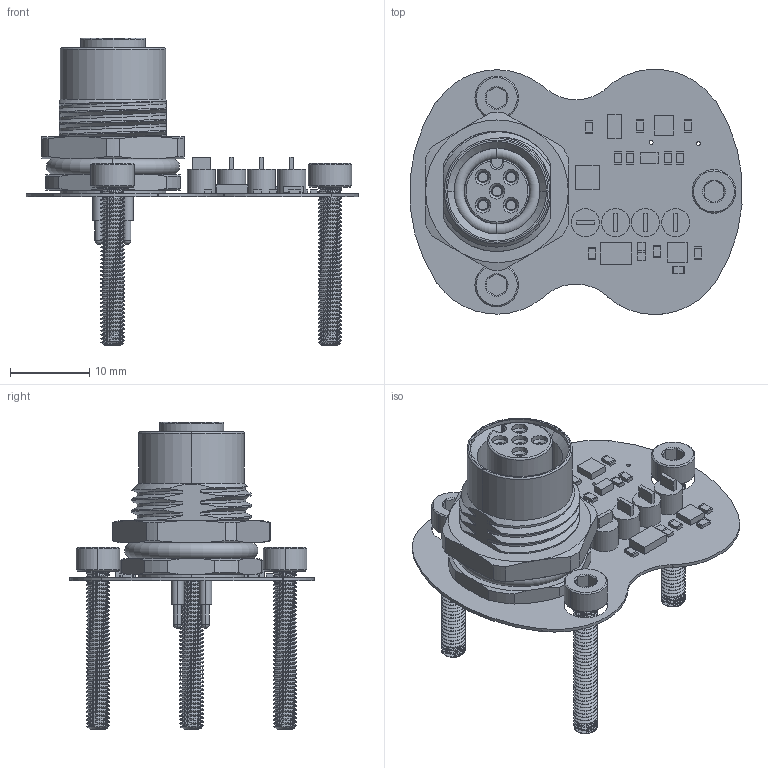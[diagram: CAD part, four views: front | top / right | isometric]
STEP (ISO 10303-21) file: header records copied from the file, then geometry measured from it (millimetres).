
FILE_DESCRIPTION(('Open CASCADE Model'),'2;1');
FILE_NAME('Open CASCADE Shape Model','2019-01-18T11:41:19',('Author'),( 'Open CASCADE'),'Open CASCADE STEP processor 6.8','Open CASCADE 6.8' ,'Unknown');
FILE_SCHEMA(('AUTOMOTIVE_DESIGN { 1 0 10303 214 1 1 1 1 }'));
Length unit declared in the file: millimetre
Products named in the file (63): PCB; Board; Open CASCADE STEP translator 6.8 4.1.1; B3; 91290A123-M3-SHCS-20mm-Long; B2; B1; D1; 6705083584; Extruded; U3; 6936293312; Q1; 6704768848; U1; 6936130192; U4; 6855750288; C1; 6705731904; 6705732224; C2; C3; C4; 6705732544; 6705732944; C5; R1; R3; VBAT1; 6817150864; Cylinder; 6705740384; S_SCL1; 6705739504; 6689571120; S_SDA1; GND1; R5; C6 ...
Assembly tree (98 placements, depth 4):
  PCB
    Board
      Open CASCADE STEP translator 6.8 4.1.1
    B3
      91290A123-M3-SHCS-20mm-Long
    B2
      91290A123-M3-SHCS-20mm-Long
    B1
      91290A123-M3-SHCS-20mm-Long
    D1
      6705083584
        Extruded
    U3
      6936293312
        Extruded
    Q1
      6704768848
        Extruded
    U1
      6936130192
        Extruded
    U4
      6855750288
        Extruded
    C1
      6705731904
        Extruded
      6705732224  x2
        Extruded
    C2
      6705731904
        Extruded
      6705732224  x2
        Extruded
    C3
      6705731904
        Extruded
      6705732224  x2
        Extruded
    C4
      6705732544
        Extruded
      6705732944  x2
        Extruded
    C5
      6705731904
        Extruded
      6705732224  x2
        Extruded
    R1
      6705731904
        Extruded
      6705732224  x2
        Extruded
    R3
      6705731904
        Extruded
      6705732224  x2
        Extruded
    VBAT1
Bounding box: 41.88 x 30.92 x 38.79 mm (x, y, z)
Volume: 4260.3 mm3; surface area: 6071.3 mm2
Topology: 55 solids, 55 shells, 1086 faces, 2741 edges, 1788 vertices
Faces by surface type: cylinder 591, plane 355, cone 89, bspline 33, sphere 10, torus 8
Full cylindrical faces by diameter (mm): 0.5 x2, 0.52 x4, 2.2 x4, 3.54 x4, 5.5 x3
Entity records: 27177 total; most frequent: CARTESIAN_POINT 14618, ORIENTED_EDGE 2518, DIRECTION 2246, EDGE_CURVE 1259, AXIS2_PLACEMENT_3D 861, VERTEX_POINT 818, FACE_BOUND 559, EDGE_LOOP 559
